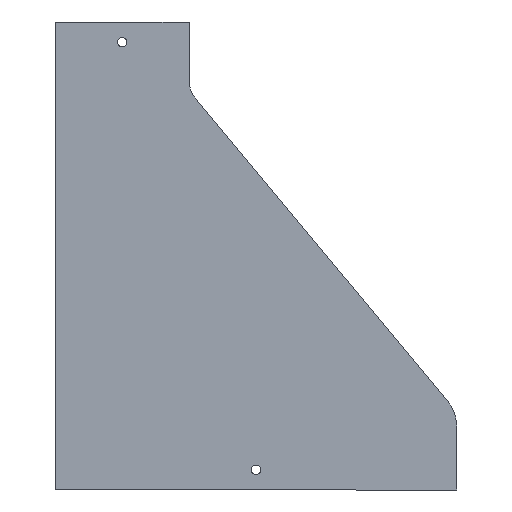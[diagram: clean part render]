
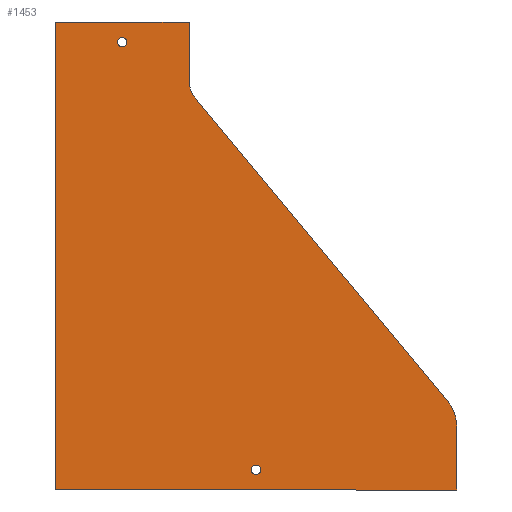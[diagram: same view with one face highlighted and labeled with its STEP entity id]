
A CAD part, front view. The second image highlights one B-rep face of the part: STEP entity #1453.
In plain terms, the highlighted planar face has unit normal (0, -1, 0).
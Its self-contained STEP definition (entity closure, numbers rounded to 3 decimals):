
#38 = CARTESIAN_POINT ( 'NONE',  ( -120., 0., -44.139 ) ) ;
#44 = DIRECTION ( 'NONE',  ( 0., 0., 1. ) ) ;
#58 = CARTESIAN_POINT ( 'NONE',  ( 293.047, 0., -283.035 ) ) ;
#206 = DIRECTION ( 'NONE',  ( 0., 1., 0. ) ) ;
#207 = PLANE ( 'NONE',  #480 ) ;
#273 = CARTESIAN_POINT ( 'NONE',  ( 100., 0., 0. ) ) ;
#296 = CARTESIAN_POINT ( 'NONE',  ( 300., 0., -350. ) ) ;
#339 = CARTESIAN_POINT ( 'NONE',  ( 100., 0., -44.139 ) ) ;
#343 = CARTESIAN_POINT ( 'NONE',  ( 300., 0., -302.241 ) ) ;
#357 = CARTESIAN_POINT ( 'NONE',  ( 0., 0., -350. ) ) ;
#375 = CARTESIAN_POINT ( 'NONE',  ( 104.636, 0., -56.942 ) ) ;
#377 = CARTESIAN_POINT ( 'NONE',  ( 0., 0., 0. ) ) ;
#456 = ORIENTED_EDGE ( 'NONE', *, *, #1730, .T. ) ;
#459 = AXIS2_PLACEMENT_3D ( 'NONE', #1590, #1591, #1592 ) ;
#461 = AXIS2_PLACEMENT_3D ( 'NONE', #1587, #1588, #1589 ) ;
#462 = AXIS2_PLACEMENT_3D ( 'NONE', #1580, #1581, #1582 ) ;
#464 = AXIS2_PLACEMENT_3D ( 'NONE', #1577, #1578, #1579 ) ;
#480 = AXIS2_PLACEMENT_3D ( 'NONE', #38, #206, #44 ) ;
#537 = CARTESIAN_POINT ( 'NONE',  ( 100., 0., 0. ) ) ;
#538 = DIRECTION ( 'NONE',  ( 0., 0., 1. ) ) ;
#556 = ORIENTED_EDGE ( 'NONE', *, *, #1795, .T. ) ;
#560 = VERTEX_POINT ( 'NONE', #58 ) ;
#593 = VERTEX_POINT ( 'NONE', #377 ) ;
#595 = VERTEX_POINT ( 'NONE', #375 ) ;
#596 = VERTEX_POINT ( 'NONE', #357 ) ;
#604 = VERTEX_POINT ( 'NONE', #343 ) ;
#610 = VERTEX_POINT ( 'NONE', #273 ) ;
#613 = VERTEX_POINT ( 'NONE', #296 ) ;
#650 = VERTEX_POINT ( 'NONE', #339 ) ;
#679 = EDGE_LOOP ( 'NONE', ( #1013, #1014, #1015, #1016, #1017, #1018, #556, #456 ) ) ;
#689 = EDGE_LOOP ( 'NONE', ( #1011 ) ) ;
#726 = EDGE_LOOP ( 'NONE', ( #1012 ) ) ;
#1011 = ORIENTED_EDGE ( 'NONE', *, *, #1790, .F. ) ;
#1012 = ORIENTED_EDGE ( 'NONE', *, *, #1791, .F. ) ;
#1013 = ORIENTED_EDGE ( 'NONE', *, *, #1782, .F. ) ;
#1014 = ORIENTED_EDGE ( 'NONE', *, *, #1792, .F. ) ;
#1015 = ORIENTED_EDGE ( 'NONE', *, *, #1785, .F. ) ;
#1016 = ORIENTED_EDGE ( 'NONE', *, *, #1759, .T. ) ;
#1017 = ORIENTED_EDGE ( 'NONE', *, *, #1793, .T. ) ;
#1018 = ORIENTED_EDGE ( 'NONE', *, *, #1794, .T. ) ;
#1154 = FACE_OUTER_BOUND ( 'NONE', #679, .T. ) ;
#1158 = FACE_BOUND ( 'NONE', #689, .T. ) ;
#1161 = FACE_BOUND ( 'NONE', #726, .T. ) ;
#1214 = LINE ( 'NONE', #537, #1217 ) ;
#1217 = VECTOR ( 'NONE', #538, 1000. ) ;
#1259 = LINE ( 'NONE', #1509, #1262 ) ;
#1262 = VECTOR ( 'NONE', #1510, 1000. ) ;
#1297 = LINE ( 'NONE', #1560, #1300 ) ;
#1300 = VECTOR ( 'NONE', #1561, 1000. ) ;
#1303 = LINE ( 'NONE', #1566, #1306 ) ;
#1306 = VECTOR ( 'NONE', #1567, 1000. ) ;
#1313 = CIRCLE ( 'NONE', #464, 3.5 ) ;
#1315 = LINE ( 'NONE', #1569, #1319 ) ;
#1316 = CIRCLE ( 'NONE', #461, 30. ) ;
#1317 = CIRCLE ( 'NONE', #462, 3.5 ) ;
#1318 = CIRCLE ( 'NONE', #459, 20. ) ;
#1319 = VECTOR ( 'NONE', #1583, 1000. ) ;
#1320 = LINE ( 'NONE', #1576, #1321 ) ;
#1321 = VECTOR ( 'NONE', #1584, 1000. ) ;
#1375 = VERTEX_POINT ( 'NONE', #1659 ) ;
#1376 = VERTEX_POINT ( 'NONE', #1660 ) ;
#1453 = ADVANCED_FACE ( 'NONE', ( #1158, #1161, #1154 ), #207, .F. ) ;
#1509 = CARTESIAN_POINT ( 'NONE',  ( 300., 0., -302.241 ) ) ;
#1510 = DIRECTION ( 'NONE',  ( 0., 0., 1. ) ) ;
#1560 = CARTESIAN_POINT ( 'NONE',  ( -100., 0., 0. ) ) ;
#1561 = DIRECTION ( 'NONE',  ( 1., 0., 0. ) ) ;
#1566 = CARTESIAN_POINT ( 'NONE',  ( -300., 0., -350. ) ) ;
#1567 = DIRECTION ( 'NONE',  ( -1., 0., 0. ) ) ;
#1569 = CARTESIAN_POINT ( 'NONE',  ( 0., 0., 0. ) ) ;
#1576 = CARTESIAN_POINT ( 'NONE',  ( 104.636, 0., -56.942 ) ) ;
#1577 = CARTESIAN_POINT ( 'NONE',  ( 150., 0., -335. ) ) ;
#1578 = DIRECTION ( 'NONE',  ( 0., -1., 0. ) ) ;
#1579 = DIRECTION ( 'NONE',  ( 0., 0., -1. ) ) ;
#1580 = CARTESIAN_POINT ( 'NONE',  ( 50., 0., -15. ) ) ;
#1581 = DIRECTION ( 'NONE',  ( 0., -1., 0. ) ) ;
#1582 = DIRECTION ( 'NONE',  ( 0., 0., -1. ) ) ;
#1583 = DIRECTION ( 'NONE',  ( 0., 0., 1. ) ) ;
#1584 = DIRECTION ( 'NONE',  ( -0.64, 0., 0.768 ) ) ;
#1587 = CARTESIAN_POINT ( 'NONE',  ( 270., 0., -302.241 ) ) ;
#1588 = DIRECTION ( 'NONE',  ( 0., -1., 0. ) ) ;
#1589 = DIRECTION ( 'NONE',  ( 0., 0., 1. ) ) ;
#1590 = CARTESIAN_POINT ( 'NONE',  ( 120., 0., -44.139 ) ) ;
#1591 = DIRECTION ( 'NONE',  ( 0., 1., 0. ) ) ;
#1592 = DIRECTION ( 'NONE',  ( 0., 0., 1. ) ) ;
#1659 = CARTESIAN_POINT ( 'NONE',  ( 150., 0., -338.5 ) ) ;
#1660 = CARTESIAN_POINT ( 'NONE',  ( 50., 0., -18.5 ) ) ;
#1730 = EDGE_CURVE ( 'NONE', #650, #610, #1214, .T. ) ;
#1759 = EDGE_CURVE ( 'NONE', #613, #604, #1259, .T. ) ;
#1782 = EDGE_CURVE ( 'NONE', #593, #610, #1297, .T. ) ;
#1785 = EDGE_CURVE ( 'NONE', #613, #596, #1303, .T. ) ;
#1790 = EDGE_CURVE ( 'NONE', #1375, #1375, #1313, .T. ) ;
#1791 = EDGE_CURVE ( 'NONE', #1376, #1376, #1317, .T. ) ;
#1792 = EDGE_CURVE ( 'NONE', #596, #593, #1315, .T. ) ;
#1793 = EDGE_CURVE ( 'NONE', #604, #560, #1316, .T. ) ;
#1794 = EDGE_CURVE ( 'NONE', #560, #595, #1320, .T. ) ;
#1795 = EDGE_CURVE ( 'NONE', #595, #650, #1318, .T. ) ;
